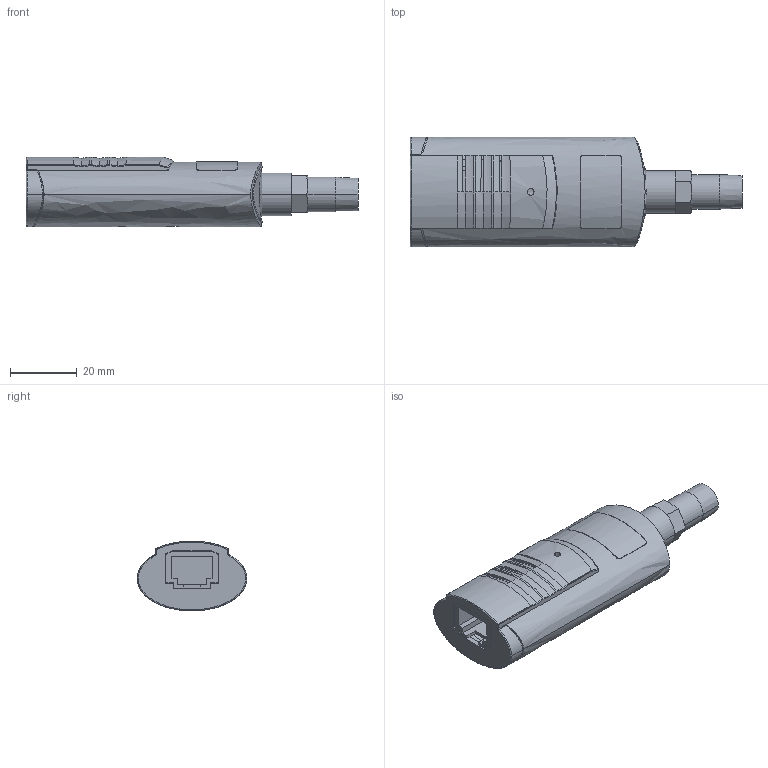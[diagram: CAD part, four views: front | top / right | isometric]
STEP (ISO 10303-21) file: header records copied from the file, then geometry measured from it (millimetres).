
FILE_DESCRIPTION((''),'2;1');
FILE_NAME('350-061.stp','2005-02-03T17:08:59',('BEM'),(''),'Autodesk Inventor 9','Autodesk Inventor 9','');
FILE_SCHEMA(('AUTOMOTIVE_DESIGN { 1 0 10303 214 1 1 1 1 }'));
Length unit declared in the file: millimetre
Products named in the file (1): 350-061
Bounding box: 99.3 x 32.8 x 20.9 mm (x, y, z)
Volume: 12794.8 mm3; surface area: 18295.8 mm2
Topology: 3 solids, 3 shells, 491 faces, 1388 edges, 894 vertices
Faces by surface type: plane 202, cylinder 151, bspline 108, cone 24, sphere 4, torus 2
Entity records: 19684 total; most frequent: CARTESIAN_POINT 7744, ORIENTED_EDGE 2772, DIRECTION 2077, EDGE_CURVE 1386, VERTEX_POINT 894, VECTOR 733, LINE 733, AXIS2_PLACEMENT_3D 672
